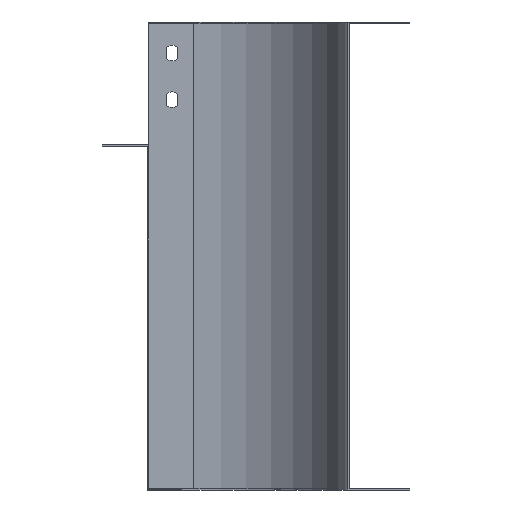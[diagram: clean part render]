
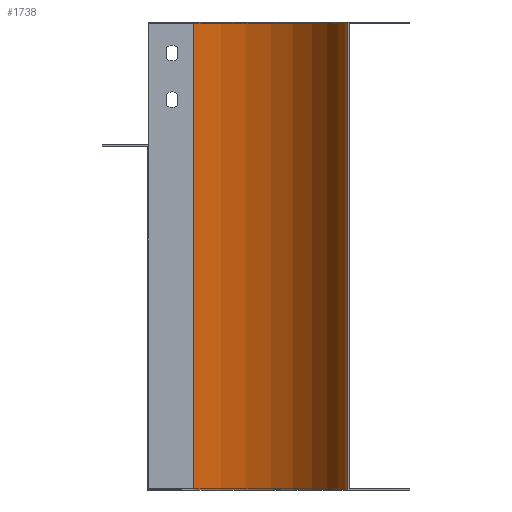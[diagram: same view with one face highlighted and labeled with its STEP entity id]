
A CAD part, left-side view. The second image highlights one B-rep face of the part: STEP entity #1738.
In plain terms, the highlighted cylindrical face has radius 99 mm (diameter 198 mm), a partial arc.
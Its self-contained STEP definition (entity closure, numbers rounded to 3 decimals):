
#16 = EDGE_CURVE ( 'NONE', #935, #482, #966, .T. ) ;
#24 = EDGE_CURVE ( 'NONE', #936, #927, #982, .T. ) ;
#43 = EDGE_CURVE ( 'NONE', #482, #927, #1014, .T. ) ;
#200 = LINE ( 'NONE', #1456, #205 ) ;
#205 = VECTOR ( 'NONE', #1461, 1000. ) ;
#259 = FACE_OUTER_BOUND ( 'NONE', #1687, .T. ) ;
#276 = CYLINDRICAL_SURFACE ( 'NONE', #824, 99. ) ;
#482 = VERTEX_POINT ( 'NONE', #1387 ) ;
#578 = CARTESIAN_POINT ( 'NONE',  ( -250., 139., -300. ) ) ;
#579 = DIRECTION ( 'NONE',  ( 0., 0., 1. ) ) ;
#580 = DIRECTION ( 'NONE',  ( -1., 0., 0. ) ) ;
#593 = CARTESIAN_POINT ( 'NONE',  ( -250., 139., 1. ) ) ;
#594 = DIRECTION ( 'NONE',  ( 0., 0., 1. ) ) ;
#595 = DIRECTION ( 'NONE',  ( -1., 0., 0. ) ) ;
#638 = CARTESIAN_POINT ( 'NONE',  ( -151., 139., -300. ) ) ;
#639 = DIRECTION ( 'NONE',  ( 0., 0., 1. ) ) ;
#800 = EDGE_CURVE ( 'NONE', #935, #936, #200, .T. ) ;
#824 = AXIS2_PLACEMENT_3D ( 'NONE', #2056, #2055, #2053 ) ;
#830 = AXIS2_PLACEMENT_3D ( 'NONE', #593, #594, #595 ) ;
#887 = AXIS2_PLACEMENT_3D ( 'NONE', #578, #579, #580 ) ;
#927 = VERTEX_POINT ( 'NONE', #1950 ) ;
#935 = VERTEX_POINT ( 'NONE', #1956 ) ;
#936 = VERTEX_POINT ( 'NONE', #1957 ) ;
#966 = CIRCLE ( 'NONE', #887, 99. ) ;
#982 = CIRCLE ( 'NONE', #830, 99. ) ;
#1014 = LINE ( 'NONE', #638, #1017 ) ;
#1017 = VECTOR ( 'NONE', #639, 1000. ) ;
#1387 = CARTESIAN_POINT ( 'NONE',  ( -151., 139., -300. ) ) ;
#1456 = CARTESIAN_POINT ( 'NONE',  ( -250., 40., -300. ) ) ;
#1461 = DIRECTION ( 'NONE',  ( 0., 0., 1. ) ) ;
#1493 = ORIENTED_EDGE ( 'NONE', *, *, #24, .T. ) ;
#1494 = ORIENTED_EDGE ( 'NONE', *, *, #43, .F. ) ;
#1495 = ORIENTED_EDGE ( 'NONE', *, *, #16, .F. ) ;
#1496 = ORIENTED_EDGE ( 'NONE', *, *, #800, .T. ) ;
#1687 = EDGE_LOOP ( 'NONE', ( #1493, #1494, #1495, #1496 ) ) ;
#1738 = ADVANCED_FACE ( 'NONE', ( #259 ), #276, .F. ) ;
#1950 = CARTESIAN_POINT ( 'NONE',  ( -151., 139., 1. ) ) ;
#1956 = CARTESIAN_POINT ( 'NONE',  ( -250., 40., -300. ) ) ;
#1957 = CARTESIAN_POINT ( 'NONE',  ( -250., 40., 1. ) ) ;
#2053 = DIRECTION ( 'NONE',  ( 1., 0., 0. ) ) ;
#2055 = DIRECTION ( 'NONE',  ( 0., 0., 1. ) ) ;
#2056 = CARTESIAN_POINT ( 'NONE',  ( -250., 139., -300. ) ) ;
